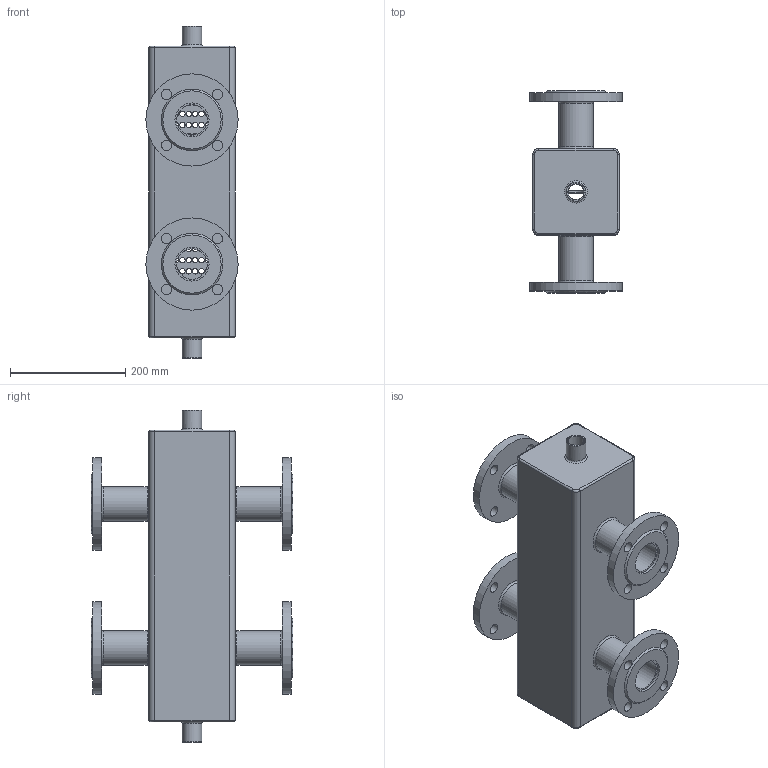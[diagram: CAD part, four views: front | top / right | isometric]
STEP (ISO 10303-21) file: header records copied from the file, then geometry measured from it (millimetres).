
FILE_DESCRIPTION(('STEP AP203'), '1');
FILE_NAME('GRSS-250-50F.00', '', ('UNSPECIFIED'), ('UNSPECIFIED'), 'ASCON STEP Converter 1.6', 'ASCON Math Kernel', '');
FILE_SCHEMA(('CONFIG_CONTROL_DESIGN'));
Length unit declared in the file: millimetre
Bounding box: 160 x 350 x 576 mm (x, y, z)
Volume: 2999229.9 mm3; surface area: 1069188.5 mm2
Topology: 1 solids, 1 shells, 558 faces, 1561 edges, 1025 vertices
Faces by surface type: cylinder 185, bspline 171, plane 164, cone 20, torus 18
Full cylindrical faces by diameter (mm): 9.5 x120, 18 x16, 27.5 x2, 30 x2, 33.5 x2, 53 x4, 57 x4, 59 x4, 60 x4, 160 x4
Entity records: 26234 total; most frequent: CARTESIAN_POINT 8618, ORIENTED_EDGE 2722, DIRECTION 2102, EDGE_CURVE 1361, EDGE_LOOP 1078, VERTEX_POINT 1021, AXIS2_PLACEMENT_3D 837, FACE_BOUND 740
